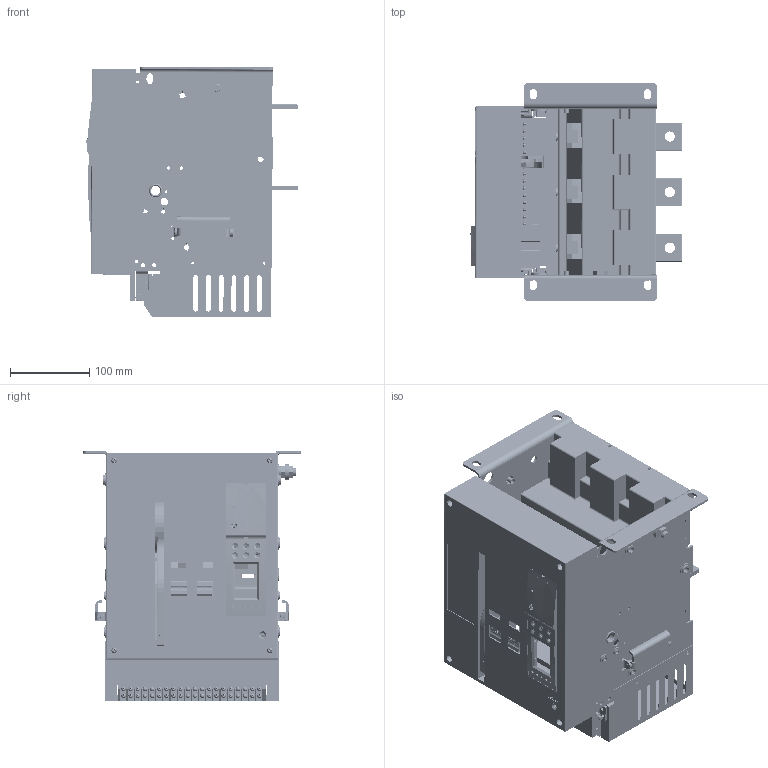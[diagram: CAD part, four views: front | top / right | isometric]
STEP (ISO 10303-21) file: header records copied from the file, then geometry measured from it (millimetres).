
FILE_DESCRIPTION((''),'2;1');
FILE_NAME('NA1-1000-200A-400A-3P-GUDINGSHI','2020-05-02T17:06:57',('fansz'),(''),'CREO PARAMETRIC BY PTC INC, 2018020','CREO PARAMETRIC BY PTC INC, 2018020','');
FILE_SCHEMA(('CONFIG_CONTROL_DESIGN'));
Products named in the file (1): NA1-1000-200A-400A-3P-GUDINGSHI
Bounding box: 265.94 x 274 x 315.87 mm (x, y, z)
Volume: 4017.4 mm3; surface area: 1195017.2 mm2
Topology: 1 solids, 138 shells, 8253 faces, 23402 edges, 15447 vertices
Faces by surface type: plane 5134, cylinder 2292, cone 293, torus 268, sphere 176, bspline 53, extrusion 37
Entity records: 282045 total; most frequent: CARTESIAN_POINT 65601, ORIENTED_EDGE 45651, DIRECTION 44479, EDGE_CURVE 23295, VERTEX_POINT 15444, AXIS2_PLACEMENT_3D 15295, VECTOR 13889, LINE 13852
